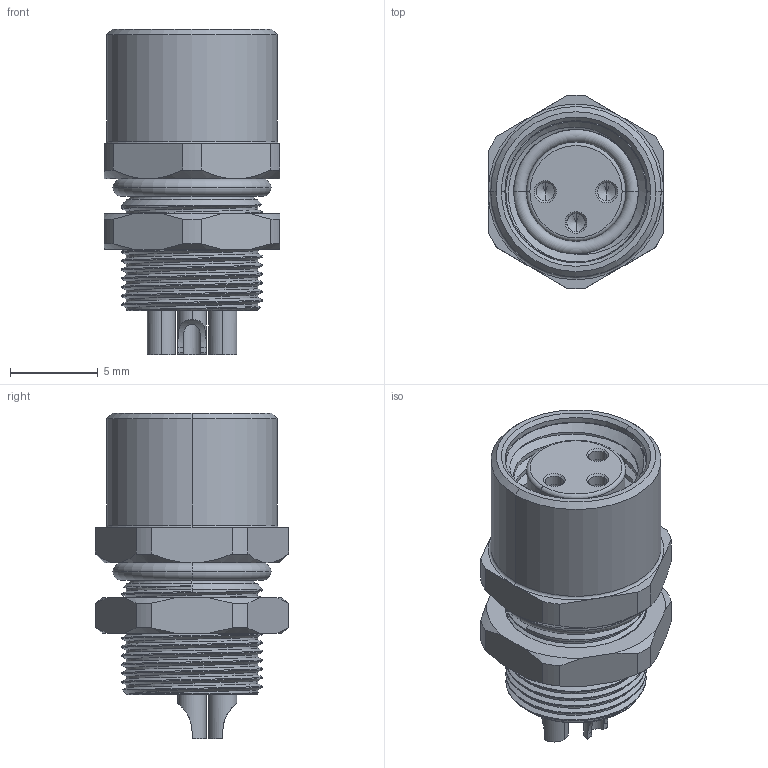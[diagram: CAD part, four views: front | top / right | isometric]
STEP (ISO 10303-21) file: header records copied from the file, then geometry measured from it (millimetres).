
FILE_DESCRIPTION((''),'2;1');
FILE_NAME('3P-K13','2025-09-10T',('gongcheng16'),(''),'PRO/ENGINEER BY PARAMETRIC TECHNOLOGY CORPORATION, 2010280','PRO/ENGINEER BY PARAMETRIC TECHNOLOGY CORPORATION, 2010280','');
FILE_SCHEMA(('CONFIG_CONTROL_DESIGN'));
Length unit declared in the file: millimetre
Products named in the file (1): 3P-K13
Bounding box: 10 x 10.99 x 18.5 mm (x, y, z)
Volume: 253.8 mm3; surface area: 2332.5 mm2
Topology: 1 solids, 9 shells, 417 faces, 1016 edges, 634 vertices
Faces by surface type: cylinder 160, plane 131, cone 80, bspline 24, torus 22
Entity records: 18876 total; most frequent: CARTESIAN_POINT 9241, ORIENTED_EDGE 2008, DIRECTION 1973, EDGE_CURVE 1004, AXIS2_PLACEMENT_3D 774, VERTEX_POINT 634, EDGE_LOOP 460, VECTOR 425
